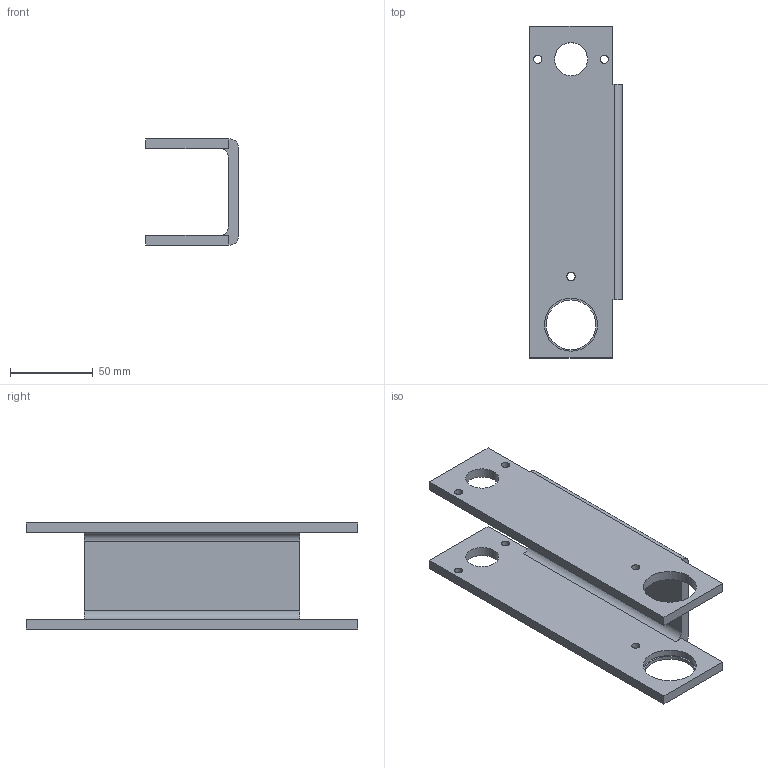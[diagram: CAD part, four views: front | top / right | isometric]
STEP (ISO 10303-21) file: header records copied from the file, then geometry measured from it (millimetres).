
FILE_DESCRIPTION(/* description */ ('STEP AP214'),/* implementation_level */ '2;1');
FILE_NAME(/* name */ '619baa219c982163520750ff',/* time_stamp */ '2021-11-22T14:33:06+00:00',/* author */ (''),/* organization */ (''),/* preprocessor_version */ 'ST-DEVELOPER v18.1',/* originating_system */ ' ',/* authorisation */ ' ');
FILE_SCHEMA (('AUTOMOTIVE_DESIGN {1 0 10303 214 3 1 1}'));
Length unit declared in the file: metre
Products named in the file (1): Bras1
Bounding box: 56 x 200 x 64 mm (x, y, z)
Volume: 155987 mm3; surface area: 58730.9 mm2
Topology: 1 solids, 1 shells, 34 faces, 93 edges, 62 vertices
Faces by surface type: plane 19, cylinder 15
Full cylindrical faces by diameter (mm): 5 x6, 20 x2, 30 x1, 32 x2
Entity records: 1102 total; most frequent: DIRECTION 182, CARTESIAN_POINT 179, ORIENTED_EDGE 164, EDGE_CURVE 82, EDGE_LOOP 66, FACE_BOUND 66, AXIS2_PLACEMENT_3D 65, VERTEX_POINT 62
